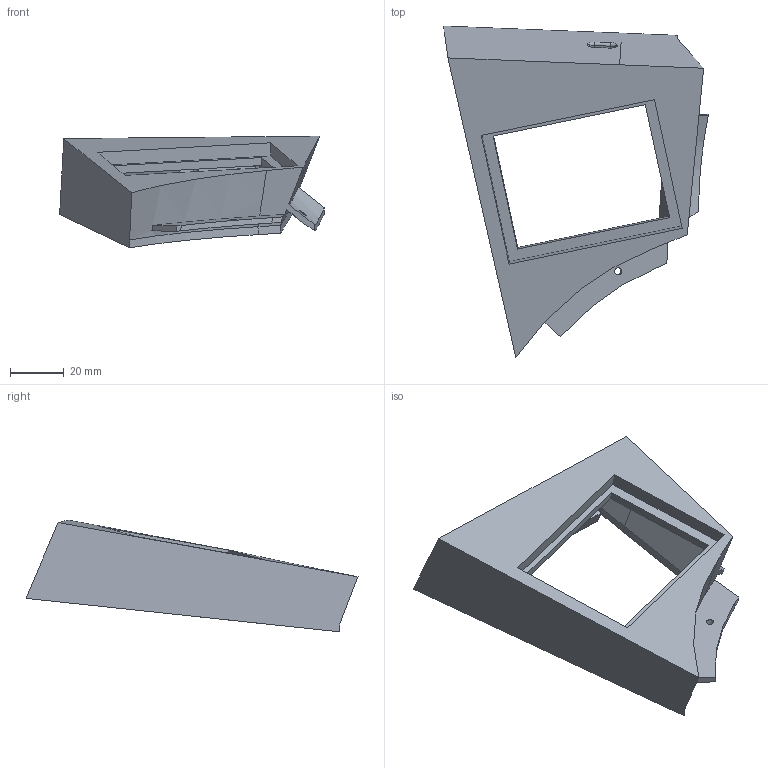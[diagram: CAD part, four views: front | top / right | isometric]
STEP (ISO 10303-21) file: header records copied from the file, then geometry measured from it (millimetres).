
FILE_DESCRIPTION(/* description */ (''),/* implementation_level */ '2;1');
FILE_NAME(/* name */ 'Right-hand Touchpad Glove80 sidecar top.step',/* time_stamp */ '2024-07-27T10:53:50-04:00',/* author */ (''),/* organization */ (''),/* preprocessor_version */ 'ST-DEVELOPER v20',/* originating_system */ 'Autodesk Translation Framework v13.14.0.145',/* authorisation */ '');
FILE_SCHEMA (('AUTOMOTIVE_DESIGN { 1 0 10303 214 3 1 1 }'));
Length unit declared in the file: millimetre
Products named in the file (1): Glove80_LH_Side_Car_large
Bounding box: 98.05 x 122.99 x 41.37 mm (x, y, z)
Volume: 49380.3 mm3; surface area: 30152.6 mm2
Topology: 1 solids, 1 shells, 87 faces, 225 edges, 150 vertices
Faces by surface type: plane 58, cylinder 20, bspline 8, cone 1
Full cylindrical faces by diameter (mm): 2 x2, 2.075 x3, 2.6 x2, 6 x3
Entity records: 3298 total; most frequent: CARTESIAN_POINT 1110, ORIENTED_EDGE 450, DIRECTION 414, EDGE_CURVE 225, LINE 156, VECTOR 156, VERTEX_POINT 150, AXIS2_PLACEMENT_3D 129
